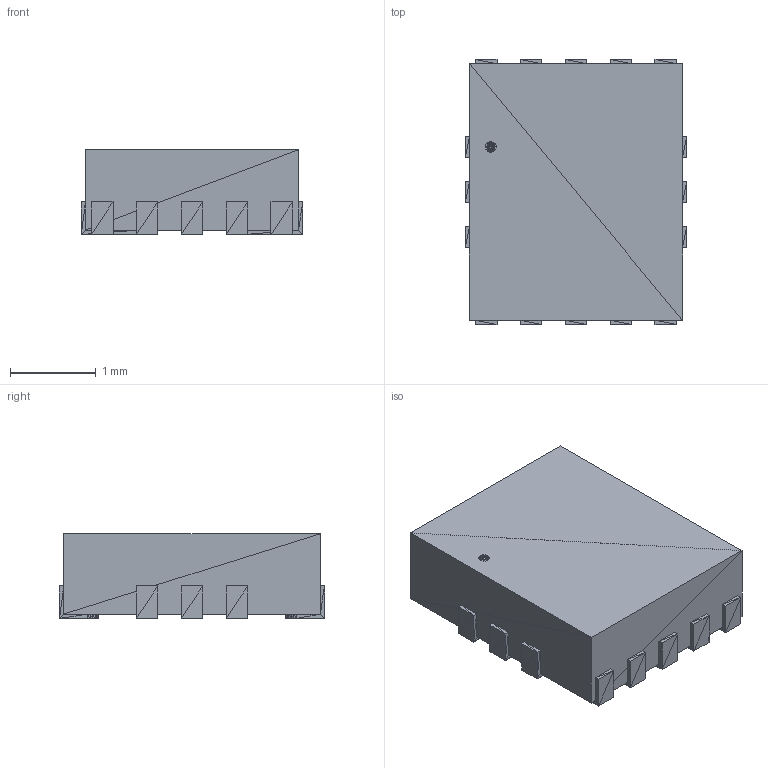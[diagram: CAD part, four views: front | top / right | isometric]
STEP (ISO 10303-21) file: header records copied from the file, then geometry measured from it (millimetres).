
FILE_DESCRIPTION(('STEP AP214'),'1');
FILE_NAME('RNC0016A','2019-07-21T22:10:34',(''),(''),'','','');
FILE_SCHEMA(('AUTOMOTIVE_DESIGN'));
Length unit declared in the file: millimetre
Products named in the file (1): product
Bounding box: 2.59 x 3.1 x 0.99 mm (x, y, z)
Surface area: 34.2 mm2 (no closed solid volume)
Topology: 0 solids, 1164 shells, 1164 faces, 3492 edges, 3492 vertices
Faces by surface type: plane 1164
Entity records: 41963 total; most frequent: CARTESIAN_POINT 8149, VERTEX_POINT 6984, DIRECTION 5822, ORIENTED_EDGE 3492, EDGE_CURVE 3492, LINE 3492, VECTOR 3492, AXIS2_PLACEMENT_3D 1165
